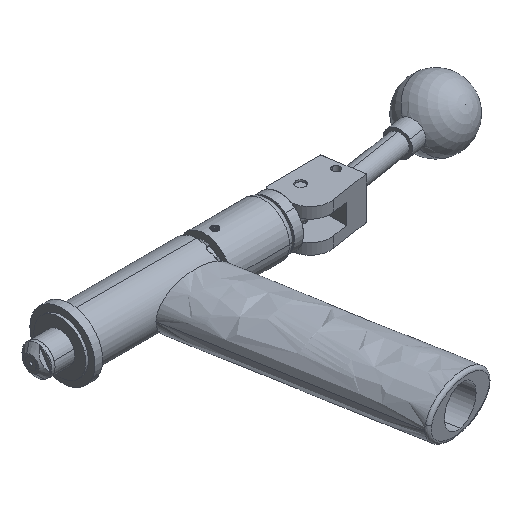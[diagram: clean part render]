
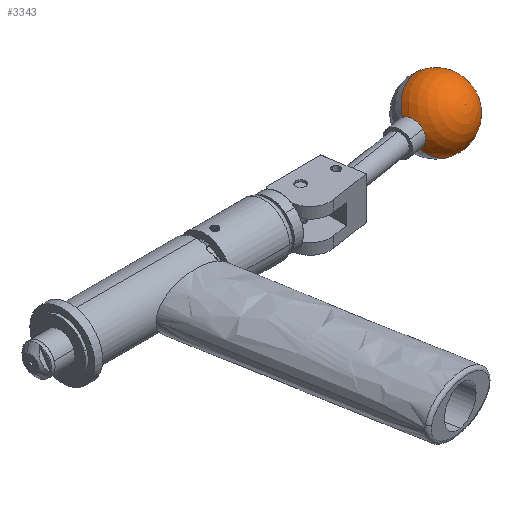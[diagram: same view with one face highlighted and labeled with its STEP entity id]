
A CAD part, isometric view. The second image highlights one B-rep face of the part: STEP entity #3343.
In plain terms, the highlighted spherical face has radius 15.875 mm.
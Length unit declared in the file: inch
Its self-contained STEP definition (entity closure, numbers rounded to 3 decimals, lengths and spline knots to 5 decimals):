
#708 = AXIS2_PLACEMENT_3D ( 'NONE', #5902, #15029, #10933 ) ;
#1313 = DIRECTION ( 'NONE',  ( 0.092, -0.578, -0.811 ) ) ;
#1650 = CIRCLE ( 'NONE', #3821, 0.25 ) ;
#1933 = EDGE_LOOP ( 'NONE', ( #12600, #8751, #9187, #6578 ) ) ;
#2350 = DIRECTION ( 'NONE',  ( 0.988, 0.156, 0. ) ) ;
#2424 = CARTESIAN_POINT ( 'NONE',  ( 6.58962, 0.19044, 0. ) ) ;
#2511 = DIRECTION ( 'NONE',  ( 0.127, -0.801, 0.585 ) ) ;
#2839 = EDGE_CURVE ( 'NONE', #13833, #4514, #1650, .T. ) ;
#2905 = DIRECTION ( 'NONE',  ( 0.988, 0.156, 0. ) ) ;
#3343 = ADVANCED_FACE ( 'NONE', ( #15753 ), #3855, .T. ) ;
#3821 = AXIS2_PLACEMENT_3D ( 'NONE', #14047, #2350, #12911 ) ;
#3855 = SPHERICAL_SURFACE ( 'NONE', #7919, 0.625 ) ;
#3893 = CARTESIAN_POINT ( 'NONE',  ( 6.56674, 0.3349, 0.20274 ) ) ;
#4514 = VERTEX_POINT ( 'NONE', #5709 ) ;
#5573 = DIRECTION ( 'NONE',  ( 0., 0.59, 0.808 ) ) ;
#5709 = CARTESIAN_POINT ( 'NONE',  ( 6.6125, 0.04597, -0.20274 ) ) ;
#5876 = CIRCLE ( 'NONE', #11038, 0.25 ) ;
#5902 = CARTESIAN_POINT ( 'NONE',  ( 7.15539, 0.28004, 0. ) ) ;
#5946 = AXIS2_PLACEMENT_3D ( 'NONE', #9281, #14448, #5573 ) ;
#6578 = ORIENTED_EDGE ( 'NONE', *, *, #2839, .T. ) ;
#6762 = CARTESIAN_POINT ( 'NONE',  ( 6.62134, -0.00981, 0.14627 ) ) ;
#7844 = DIRECTION ( 'NONE',  ( 0.127, -0.801, 0.585 ) ) ;
#7919 = AXIS2_PLACEMENT_3D ( 'NONE', #9120, #7844, #1313 ) ;
#8707 = EDGE_CURVE ( 'NONE', #10235, #13833, #5876, .T. ) ;
#8751 = ORIENTED_EDGE ( 'NONE', *, *, #10064, .T. ) ;
#9120 = CARTESIAN_POINT ( 'NONE',  ( 7.15539, 0.28004, 0. ) ) ;
#9187 = ORIENTED_EDGE ( 'NONE', *, *, #8707, .T. ) ;
#9281 = CARTESIAN_POINT ( 'NONE',  ( 7.15539, 0.28004, 0. ) ) ;
#10064 = EDGE_CURVE ( 'NONE', #16715, #10235, #13501, .T. ) ;
#10235 = VERTEX_POINT ( 'NONE', #3893 ) ;
#10933 = DIRECTION ( 'NONE',  ( 0., -0.59, -0.808 ) ) ;
#11038 = AXIS2_PLACEMENT_3D ( 'NONE', #2424, #2905, #2511 ) ;
#11103 = CIRCLE ( 'NONE', #5946, 0.625 ) ;
#11827 = EDGE_CURVE ( 'NONE', #16715, #4514, #11103, .T. ) ;
#12286 = CARTESIAN_POINT ( 'NONE',  ( 7.7727, 0.37782, 0. ) ) ;
#12600 = ORIENTED_EDGE ( 'NONE', *, *, #11827, .F. ) ;
#12911 = DIRECTION ( 'NONE',  ( 0.127, -0.801, 0.585 ) ) ;
#13501 = CIRCLE ( 'NONE', #708, 0.625 ) ;
#13833 = VERTEX_POINT ( 'NONE', #6762 ) ;
#14047 = CARTESIAN_POINT ( 'NONE',  ( 6.58962, 0.19044, 0. ) ) ;
#14448 = DIRECTION ( 'NONE',  ( -0.127, 0.801, -0.585 ) ) ;
#15029 = DIRECTION ( 'NONE',  ( 0.127, -0.801, 0.585 ) ) ;
#15753 = FACE_OUTER_BOUND ( 'NONE', #1933, .T. ) ;
#16715 = VERTEX_POINT ( 'NONE', #12286 ) ;
